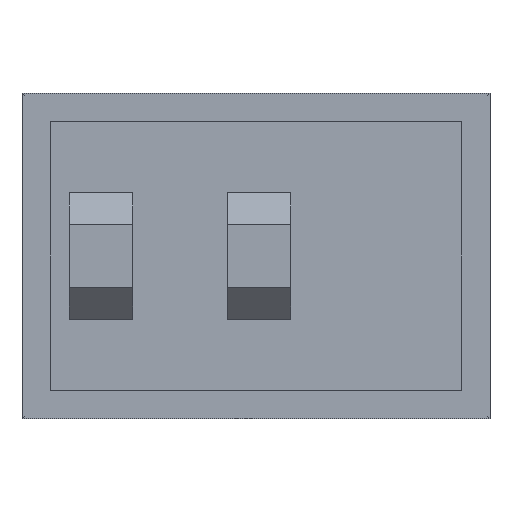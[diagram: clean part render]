
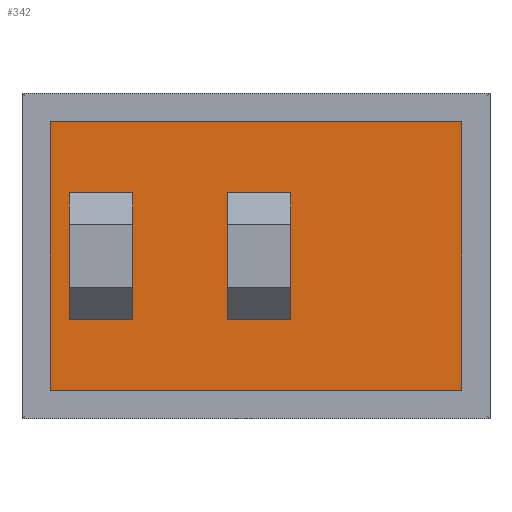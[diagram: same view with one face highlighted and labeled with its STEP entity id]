
A CAD part, front view. The second image highlights one B-rep face of the part: STEP entity #342.
In plain terms, the highlighted planar face has unit normal (0, -1, 0).
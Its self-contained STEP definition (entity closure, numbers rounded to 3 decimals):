
#90=DIRECTION('',(0.,0.,1.));
#91=VECTOR('',#90,8.5);
#92=CARTESIAN_POINT('',(-6.5,-9.,-4.25));
#93=LINE('',#92,#91);
#94=DIRECTION('',(1.,0.,0.));
#95=VECTOR('',#94,13.);
#96=CARTESIAN_POINT('',(-6.5,-9.,4.25));
#97=LINE('',#96,#95);
#98=DIRECTION('',(0.,0.,-1.));
#99=VECTOR('',#98,8.5);
#100=CARTESIAN_POINT('',(6.5,-9.,4.25));
#101=LINE('',#100,#99);
#102=DIRECTION('',(-1.,0.,0.));
#103=VECTOR('',#102,13.);
#104=CARTESIAN_POINT('',(6.5,-9.,-4.25));
#105=LINE('',#104,#103);
#146=CARTESIAN_POINT('',(-6.5,-9.,-4.25));
#147=CARTESIAN_POINT('',(-6.5,-9.,4.25));
#148=VERTEX_POINT('',#146);
#149=VERTEX_POINT('',#147);
#150=CARTESIAN_POINT('',(6.5,-9.,4.25));
#151=VERTEX_POINT('',#150);
#152=CARTESIAN_POINT('',(6.5,-9.,-4.25));
#153=VERTEX_POINT('',#152);
#331=CARTESIAN_POINT('',(0.,-9.,0.));
#332=DIRECTION('',(0.,1.,0.));
#333=DIRECTION('',(1.,0.,0.));
#334=AXIS2_PLACEMENT_3D('',#331,#332,#333);
#335=PLANE('',#334);
#336=ORIENTED_EDGE('',*,*,#283,.T.);
#337=ORIENTED_EDGE('',*,*,#298,.T.);
#338=ORIENTED_EDGE('',*,*,#312,.T.);
#339=ORIENTED_EDGE('',*,*,#325,.T.);
#340=EDGE_LOOP('',(#336,#337,#338,#339));
#341=FACE_OUTER_BOUND('',#340,.F.);
#342=ADVANCED_FACE('',(#341),#335,.F.);
#283=EDGE_CURVE('',#148,#149,#93,.T.);
#298=EDGE_CURVE('',#149,#151,#97,.T.);
#312=EDGE_CURVE('',#151,#153,#101,.T.);
#325=EDGE_CURVE('',#153,#148,#105,.T.);
